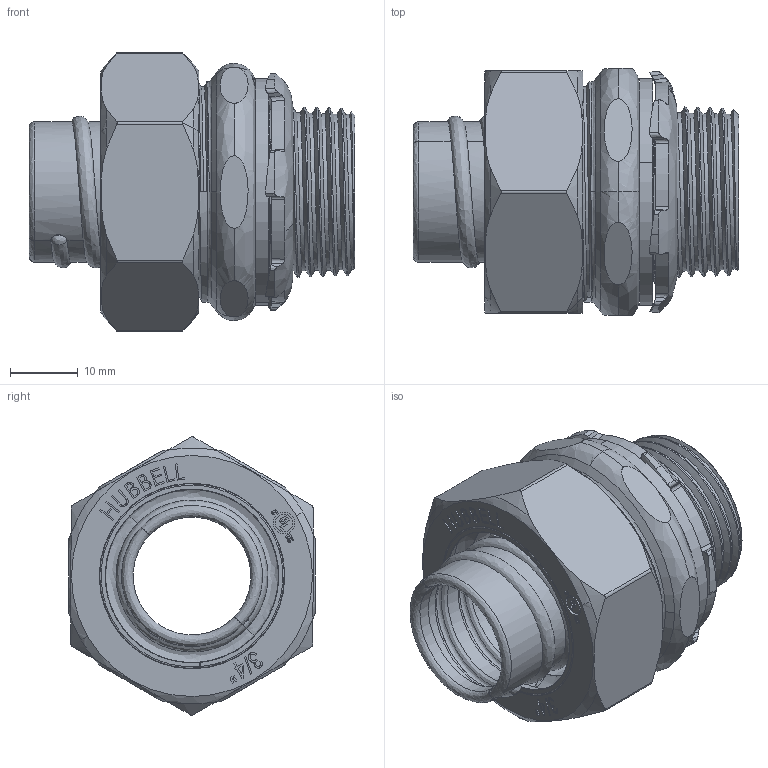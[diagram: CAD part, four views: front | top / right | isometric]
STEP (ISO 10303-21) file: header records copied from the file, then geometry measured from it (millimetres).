
FILE_DESCRIPTION (( 'STEP AP214' ), '1' );
FILE_NAME ('3403-8.STEP', '2016-02-24T15:59:08', ( '' ), ( '' ), 'SwSTEP 2.0', 'SolidWorks 2014', '' );
FILE_SCHEMA (( 'AUTOMOTIVE_DESIGN' ));
Length unit declared in the file: inch
Products named in the file (7): 3403-8; 3403 FERRULE_installed; 3403 LOCK NUT; 3403 GLAND RING; 3403 COMPRESSION NUT; 3403 SEAL; 3403 STRAIGHT BODY
Assembly tree (6 placements, depth 2):
  3403-8
    3403 STRAIGHT BODY
    3403 SEAL
    3403 COMPRESSION NUT
    3403 GLAND RING
    3403 LOCK NUT
    3403 FERRULE_installed
Bounding box: 47.96 x 36.32 x 40.96 mm (x, y, z)
Volume: 14577.8 mm3; surface area: 22307.2 mm2
Topology: 6 solids, 6 shells, 517 faces, 1385 edges, 903 vertices
Faces by surface type: plane 207, bspline 152, cylinder 97, cone 61
Entity records: 41281 total; most frequent: CARTESIAN_POINT 22640, ORIENTED_EDGE 2770, DIRECTION 1934, EDGE_CURVE 1385, VERTEX_POINT 903, AXIS2_PLACEMENT_3D 645, VECTOR 644, LINE 644
